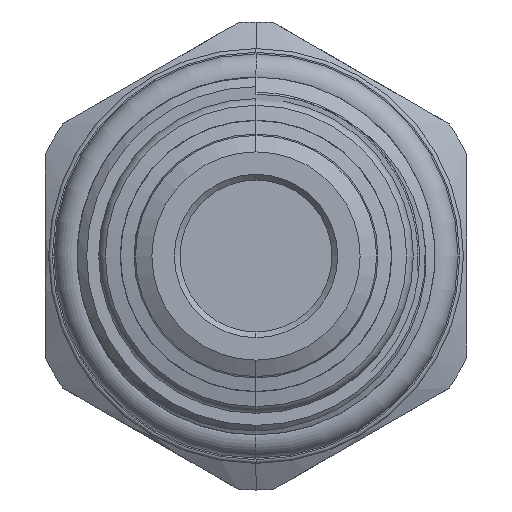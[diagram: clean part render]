
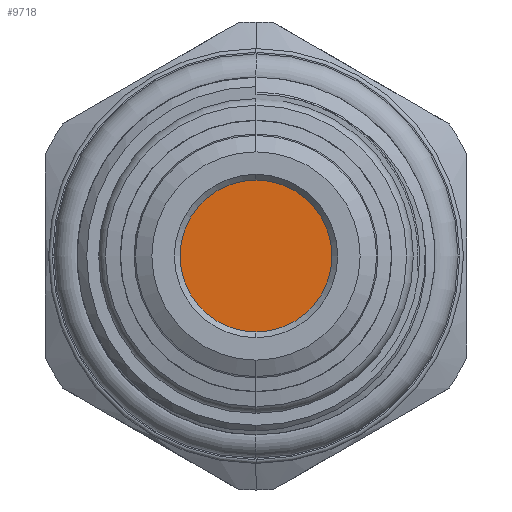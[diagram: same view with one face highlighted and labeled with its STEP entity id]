
A CAD part, left-side view. The second image highlights one B-rep face of the part: STEP entity #9718.
In plain terms, the highlighted planar face has unit normal (-1, 0, 0).
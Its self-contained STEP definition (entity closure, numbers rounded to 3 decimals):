
#220 = CIRCLE ( 'NONE', #8136, 4. ) ;
#1282 = VERTEX_POINT ( 'NONE', #9842 ) ;
#1352 = AXIS2_PLACEMENT_3D ( 'NONE', #7933, #1899, #9904 ) ;
#1449 = FACE_OUTER_BOUND ( 'NONE', #10649, .T. ) ;
#1792 = ORIENTED_EDGE ( 'NONE', *, *, #6546, .F. ) ;
#1899 = DIRECTION ( 'NONE',  ( -1., 0., 0. ) ) ;
#2091 = CIRCLE ( 'NONE', #9940, 4. ) ;
#2234 = CARTESIAN_POINT ( 'NONE',  ( -36.569, 0., 4. ) ) ;
#3065 = CARTESIAN_POINT ( 'NONE',  ( -36.569, 0., 0. ) ) ;
#4692 = EDGE_CURVE ( 'NONE', #5535, #1282, #220, .T. ) ;
#5302 = ORIENTED_EDGE ( 'NONE', *, *, #4692, .F. ) ;
#5535 = VERTEX_POINT ( 'NONE', #2234 ) ;
#5685 = DIRECTION ( 'NONE',  ( 0., 0., 1. ) ) ;
#5969 = PLANE ( 'NONE',  #1352 ) ;
#6546 = EDGE_CURVE ( 'NONE', #1282, #5535, #2091, .T. ) ;
#6671 = DIRECTION ( 'NONE',  ( 1., 0., 0. ) ) ;
#7933 = CARTESIAN_POINT ( 'NONE',  ( -36.569, 0., 0. ) ) ;
#8136 = AXIS2_PLACEMENT_3D ( 'NONE', #12698, #6671, #5685 ) ;
#9718 = ADVANCED_FACE ( 'NONE', ( #1449 ), #5969, .T. ) ;
#9842 = CARTESIAN_POINT ( 'NONE',  ( -36.569, 0., -4. ) ) ;
#9904 = DIRECTION ( 'NONE',  ( 0., 0., 1. ) ) ;
#9940 = AXIS2_PLACEMENT_3D ( 'NONE', #3065, #11108, #9973 ) ;
#9973 = DIRECTION ( 'NONE',  ( 0., 0., 1. ) ) ;
#10649 = EDGE_LOOP ( 'NONE', ( #5302, #1792 ) ) ;
#11108 = DIRECTION ( 'NONE',  ( 1., 0., 0. ) ) ;
#12698 = CARTESIAN_POINT ( 'NONE',  ( -36.569, 0., 0. ) ) ;
